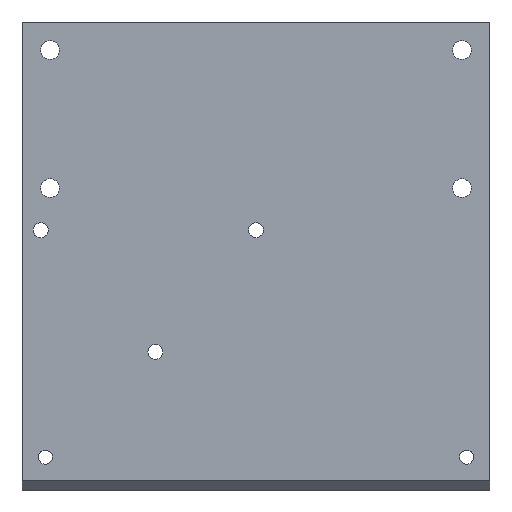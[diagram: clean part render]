
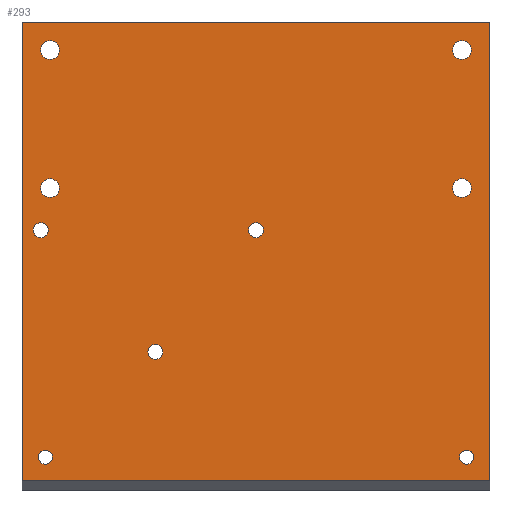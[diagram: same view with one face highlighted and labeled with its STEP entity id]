
A CAD part, top view. The second image highlights one B-rep face of the part: STEP entity #293.
In plain terms, the highlighted planar face has unit normal (0, 0, 1).
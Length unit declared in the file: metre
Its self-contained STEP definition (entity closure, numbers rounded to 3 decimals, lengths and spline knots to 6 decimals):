
#21=CIRCLE('',#323,0.0016);
#22=CIRCLE('',#324,0.0016);
#23=CIRCLE('',#325,0.0016);
#24=CIRCLE('',#326,0.002);
#25=CIRCLE('',#327,0.0015);
#26=CIRCLE('',#328,0.0015);
#27=CIRCLE('',#329,0.002);
#28=CIRCLE('',#330,0.002);
#29=CIRCLE('',#331,0.002);
#57=ORIENTED_EDGE('',*,*,#119,.F.);
#58=ORIENTED_EDGE('',*,*,#120,.F.);
#59=ORIENTED_EDGE('',*,*,#121,.F.);
#60=ORIENTED_EDGE('',*,*,#122,.F.);
#61=ORIENTED_EDGE('',*,*,#123,.F.);
#62=ORIENTED_EDGE('',*,*,#124,.F.);
#63=ORIENTED_EDGE('',*,*,#125,.F.);
#64=ORIENTED_EDGE('',*,*,#126,.F.);
#65=ORIENTED_EDGE('',*,*,#127,.F.);
#66=ORIENTED_EDGE('',*,*,#117,.F.);
#67=ORIENTED_EDGE('',*,*,#128,.T.);
#68=ORIENTED_EDGE('',*,*,#109,.T.);
#69=ORIENTED_EDGE('',*,*,#115,.T.);
#109=EDGE_CURVE('',#142,#143,#170,.T.);
#115=EDGE_CURVE('',#143,#146,#176,.T.);
#117=EDGE_CURVE('',#147,#146,#178,.T.);
#119=EDGE_CURVE('',#148,#148,#21,.T.);
#120=EDGE_CURVE('',#149,#149,#22,.T.);
#121=EDGE_CURVE('',#150,#150,#23,.T.);
#122=EDGE_CURVE('',#151,#151,#24,.T.);
#123=EDGE_CURVE('',#152,#152,#25,.T.);
#124=EDGE_CURVE('',#153,#153,#26,.T.);
#125=EDGE_CURVE('',#154,#154,#27,.T.);
#126=EDGE_CURVE('',#155,#155,#28,.T.);
#127=EDGE_CURVE('',#156,#156,#29,.T.);
#128=EDGE_CURVE('',#147,#142,#180,.T.);
#142=VERTEX_POINT('',#449);
#143=VERTEX_POINT('',#450);
#146=VERTEX_POINT('',#459);
#147=VERTEX_POINT('',#463);
#148=VERTEX_POINT('',#468);
#149=VERTEX_POINT('',#470);
#150=VERTEX_POINT('',#472);
#151=VERTEX_POINT('',#474);
#152=VERTEX_POINT('',#476);
#153=VERTEX_POINT('',#478);
#154=VERTEX_POINT('',#480);
#155=VERTEX_POINT('',#482);
#156=VERTEX_POINT('',#484);
#170=LINE('',#448,#185);
#176=LINE('',#460,#191);
#178=LINE('',#464,#193);
#180=LINE('',#485,#195);
#185=VECTOR('',#362,1.);
#191=VECTOR('',#370,1.);
#193=VECTOR('',#374,1.);
#195=VECTOR('',#396,1.);
#200=EDGE_LOOP('',(#57));
#201=EDGE_LOOP('',(#58));
#202=EDGE_LOOP('',(#59));
#203=EDGE_LOOP('',(#60));
#204=EDGE_LOOP('',(#61));
#205=EDGE_LOOP('',(#62));
#206=EDGE_LOOP('',(#63));
#207=EDGE_LOOP('',(#64));
#208=EDGE_LOOP('',(#65));
#209=EDGE_LOOP('',(#66,#67,#68,#69));
#243=FACE_BOUND('',#200,.T.);
#244=FACE_BOUND('',#201,.T.);
#245=FACE_BOUND('',#202,.T.);
#246=FACE_BOUND('',#203,.T.);
#247=FACE_BOUND('',#204,.T.);
#248=FACE_BOUND('',#205,.T.);
#249=FACE_BOUND('',#206,.T.);
#250=FACE_BOUND('',#207,.T.);
#251=FACE_BOUND('',#208,.T.);
#252=FACE_BOUND('',#209,.T.);
#286=PLANE('',#322);
#293=ADVANCED_FACE('',(#243,#244,#245,#246,#247,#248,#249,#250,#251,#252),
#286,.T.);
#322=AXIS2_PLACEMENT_3D('',#466,#376,#377);
#323=AXIS2_PLACEMENT_3D('',#467,#378,#379);
#324=AXIS2_PLACEMENT_3D('',#469,#380,#381);
#325=AXIS2_PLACEMENT_3D('',#471,#382,#383);
#326=AXIS2_PLACEMENT_3D('',#473,#384,#385);
#327=AXIS2_PLACEMENT_3D('',#475,#386,#387);
#328=AXIS2_PLACEMENT_3D('',#477,#388,#389);
#329=AXIS2_PLACEMENT_3D('',#479,#390,#391);
#330=AXIS2_PLACEMENT_3D('',#481,#392,#393);
#331=AXIS2_PLACEMENT_3D('',#483,#394,#395);
#362=DIRECTION('',(0.,1.,0.));
#370=DIRECTION('',(-1.,0.,0.));
#374=DIRECTION('',(0.,1.,0.));
#376=DIRECTION('',(0.,0.,1.));
#377=DIRECTION('',(1.,0.,0.));
#378=DIRECTION('',(0.,0.,1.));
#379=DIRECTION('',(1.,0.,0.));
#380=DIRECTION('',(0.,0.,1.));
#381=DIRECTION('',(1.,0.,0.));
#382=DIRECTION('',(0.,0.,1.));
#383=DIRECTION('',(1.,0.,0.));
#384=DIRECTION('',(0.,0.,1.));
#385=DIRECTION('',(1.,0.,0.));
#386=DIRECTION('',(0.,0.,1.));
#387=DIRECTION('',(1.,0.,0.));
#388=DIRECTION('',(0.,0.,1.));
#389=DIRECTION('',(1.,0.,0.));
#390=DIRECTION('',(0.,0.,1.));
#391=DIRECTION('',(1.,0.,0.));
#392=DIRECTION('',(0.,0.,1.));
#393=DIRECTION('',(1.,0.,0.));
#394=DIRECTION('',(0.,0.,1.));
#395=DIRECTION('',(1.,0.,0.));
#396=DIRECTION('',(1.,0.,0.));
#448=CARTESIAN_POINT('',(0.05,0.,0.003));
#449=CARTESIAN_POINT('',(0.05,-0.048,0.003));
#450=CARTESIAN_POINT('',(0.05,0.05,0.003));
#459=CARTESIAN_POINT('',(-0.05,0.05,0.003));
#460=CARTESIAN_POINT('',(0.,0.05,0.003));
#463=CARTESIAN_POINT('',(-0.05,-0.048,0.003));
#464=CARTESIAN_POINT('',(-0.05,0.,0.003));
#466=CARTESIAN_POINT('',(0.,0.,0.003));
#467=CARTESIAN_POINT('',(0.,0.0055,0.003));
#468=CARTESIAN_POINT('',(0.0016,0.0055,0.003));
#469=CARTESIAN_POINT('',(-0.046,0.0055,0.003));
#470=CARTESIAN_POINT('',(-0.0444,0.0055,0.003));
#471=CARTESIAN_POINT('',(-0.0215,-0.0205,0.003));
#472=CARTESIAN_POINT('',(-0.0199,-0.0205,0.003));
#473=CARTESIAN_POINT('',(-0.044,0.044,0.003));
#474=CARTESIAN_POINT('',(-0.042,0.044,0.003));
#475=CARTESIAN_POINT('',(0.045,-0.043,0.003));
#476=CARTESIAN_POINT('',(0.0465,-0.043,0.003));
#477=CARTESIAN_POINT('',(-0.045,-0.043,0.003));
#478=CARTESIAN_POINT('',(-0.0435,-0.043,0.003));
#479=CARTESIAN_POINT('',(0.044,0.0145,0.003));
#480=CARTESIAN_POINT('',(0.046,0.0145,0.003));
#481=CARTESIAN_POINT('',(0.044,0.044,0.003));
#482=CARTESIAN_POINT('',(0.046,0.044,0.003));
#483=CARTESIAN_POINT('',(-0.044,0.0145,0.003));
#484=CARTESIAN_POINT('',(-0.042,0.0145,0.003));
#485=CARTESIAN_POINT('',(0.,-0.048,0.003));
